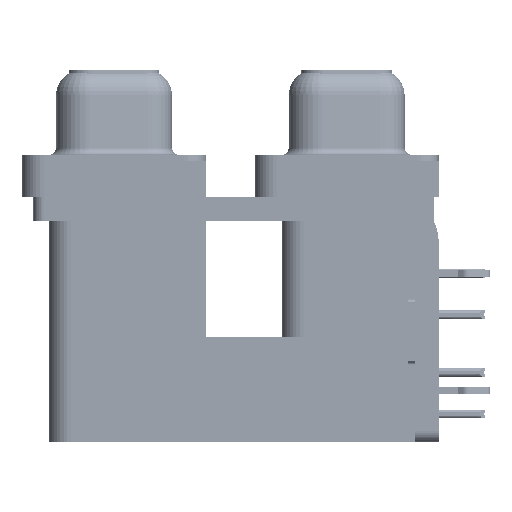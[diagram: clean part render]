
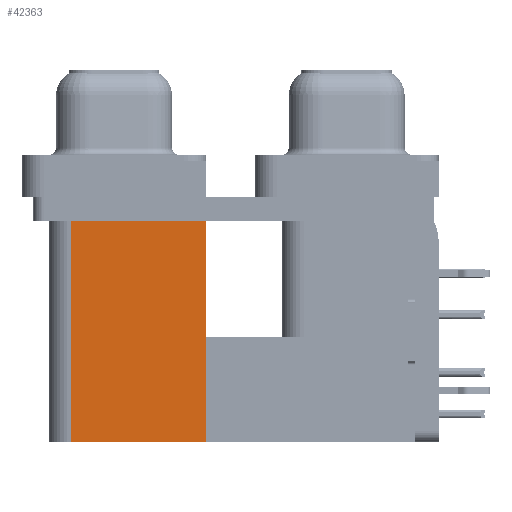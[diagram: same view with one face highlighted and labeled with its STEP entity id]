
A CAD part, left-side view. The second image highlights one B-rep face of the part: STEP entity #42363.
In plain terms, the highlighted planar face has unit normal (-1, 0, 0).
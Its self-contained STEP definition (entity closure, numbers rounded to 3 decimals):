
#3295 = VERTEX_POINT ( 'NONE', #12415 ) ;
#4428 = DIRECTION ( 'NONE',  ( 0., 0., 1. ) ) ;
#4612 = LINE ( 'NONE', #19328, #15267 ) ;
#4743 = CARTESIAN_POINT ( 'NONE',  ( 3.7, 9.6, -19.2 ) ) ;
#7957 = VERTEX_POINT ( 'NONE', #20227 ) ;
#12203 = ORIENTED_EDGE ( 'NONE', *, *, #61843, .F. ) ;
#12415 = CARTESIAN_POINT ( 'NONE',  ( 3.7, 18.8, -19.2 ) ) ;
#13591 = DIRECTION ( 'NONE',  ( 0., 1., 0. ) ) ;
#14570 = ORIENTED_EDGE ( 'NONE', *, *, #33708, .F. ) ;
#15267 = VECTOR ( 'NONE', #54439, 1000. ) ;
#15987 = EDGE_LOOP ( 'NONE', ( #23478, #12203, #14570, #49329 ) ) ;
#19328 = CARTESIAN_POINT ( 'NONE',  ( 3.7, 9.6, -19.2 ) ) ;
#20016 = VECTOR ( 'NONE', #50730, 1000. ) ;
#20227 = CARTESIAN_POINT ( 'NONE',  ( 3.7, 9.6, -2.5 ) ) ;
#21085 = CARTESIAN_POINT ( 'NONE',  ( 3.7, 18.8, -2.5 ) ) ;
#23478 = ORIENTED_EDGE ( 'NONE', *, *, #45167, .T. ) ;
#23802 = CARTESIAN_POINT ( 'NONE',  ( 3.7, 9.6, -19.2 ) ) ;
#26492 = VECTOR ( 'NONE', #4428, 1000. ) ;
#28107 = LINE ( 'NONE', #4743, #26492 ) ;
#31240 = CARTESIAN_POINT ( 'NONE',  ( 3.7, 9.6, -2.5 ) ) ;
#31438 = CARTESIAN_POINT ( 'NONE',  ( 3.7, 18.8, -19.2 ) ) ;
#33708 = EDGE_CURVE ( 'NONE', #60464, #3295, #4612, .T. ) ;
#38954 = EDGE_CURVE ( 'NONE', #60464, #7957, #28107, .T. ) ;
#41966 = LINE ( 'NONE', #31438, #44242 ) ;
#42363 = ADVANCED_FACE ( 'NONE', ( #48078 ), #62440, .F. ) ;
#44242 = VECTOR ( 'NONE', #46440, 1000. ) ;
#45167 = EDGE_CURVE ( 'NONE', #7957, #53176, #55507, .T. ) ;
#46440 = DIRECTION ( 'NONE',  ( 0., 0., 1. ) ) ;
#48078 = FACE_OUTER_BOUND ( 'NONE', #15987, .T. ) ;
#49329 = ORIENTED_EDGE ( 'NONE', *, *, #38954, .T. ) ;
#50730 = DIRECTION ( 'NONE',  ( 0., 1., 0. ) ) ;
#53176 = VERTEX_POINT ( 'NONE', #21085 ) ;
#54212 = CARTESIAN_POINT ( 'NONE',  ( 3.7, 9.6, -19.2 ) ) ;
#54439 = DIRECTION ( 'NONE',  ( 0., 1., 0. ) ) ;
#55507 = LINE ( 'NONE', #31240, #20016 ) ;
#57036 = DIRECTION ( 'NONE',  ( 1., 0., 0. ) ) ;
#60464 = VERTEX_POINT ( 'NONE', #54212 ) ;
#61253 = AXIS2_PLACEMENT_3D ( 'NONE', #23802, #57036, #13591 ) ;
#61843 = EDGE_CURVE ( 'NONE', #3295, #53176, #41966, .T. ) ;
#62440 = PLANE ( 'NONE',  #61253 ) ;
